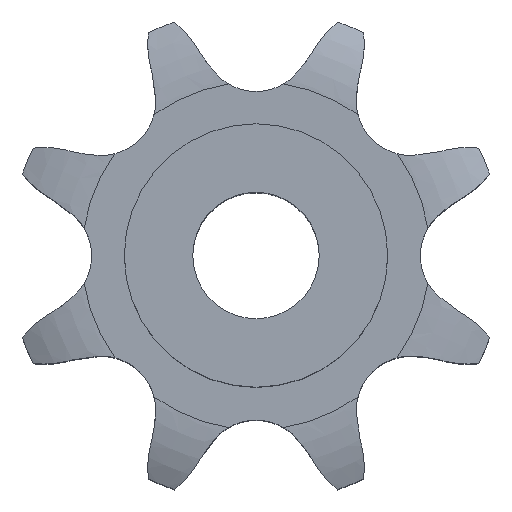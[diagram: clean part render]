
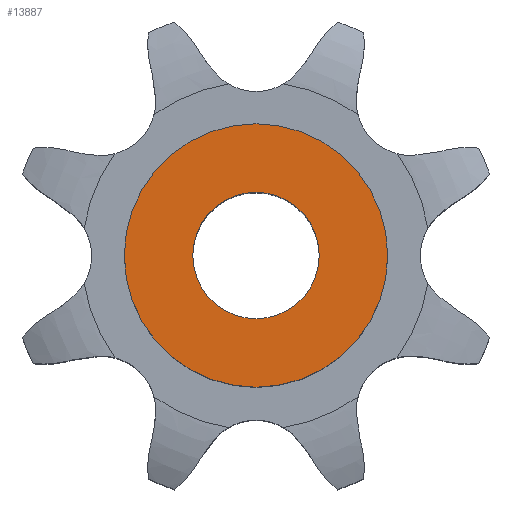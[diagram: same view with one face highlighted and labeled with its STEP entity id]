
A CAD part, top view. The second image highlights one B-rep face of the part: STEP entity #13887.
In plain terms, the highlighted planar face has unit normal (0, 0, 1).
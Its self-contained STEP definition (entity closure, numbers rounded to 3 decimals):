
#7519 = CYLINDRICAL_SURFACE('',#7520,6.);
#7520 = AXIS2_PLACEMENT_3D('',#7521,#7522,#7523);
#7521 = CARTESIAN_POINT('',(0.,0.,94.233));
#7522 = DIRECTION('',(0.,0.,1.));
#7523 = DIRECTION('',(1.,0.,0.));
#9483 = EDGE_CURVE('',#9484,#9484,#9486,.T.);
#9484 = VERTEX_POINT('',#9485);
#9485 = CARTESIAN_POINT('',(6.,0.,40.));
#9486 = SURFACE_CURVE('',#9487,(#9492,#9499),.PCURVE_S1.);
#9487 = CIRCLE('',#9488,6.);
#9488 = AXIS2_PLACEMENT_3D('',#9489,#9490,#9491);
#9489 = CARTESIAN_POINT('',(0.,0.,40.));
#9490 = DIRECTION('',(0.,0.,1.));
#9491 = DIRECTION('',(1.,0.,0.));
#9492 = PCURVE('',#7519,#9493);
#9493 = DEFINITIONAL_REPRESENTATION('',(#9494),#9498);
#9494 = LINE('',#9495,#9496);
#9495 = CARTESIAN_POINT('',(0.,-54.233));
#9496 = VECTOR('',#9497,1.);
#9497 = DIRECTION('',(1.,0.));
#9498 = ( GEOMETRIC_REPRESENTATION_CONTEXT(2) 
PARAMETRIC_REPRESENTATION_CONTEXT() REPRESENTATION_CONTEXT('2D SPACE',''
  ) );
#9499 = PCURVE('',#9500,#9505);
#9500 = PLANE('',#9501);
#9501 = AXIS2_PLACEMENT_3D('',#9502,#9503,#9504);
#9502 = CARTESIAN_POINT('',(0.,0.,40.)
  );
#9503 = DIRECTION('',(0.,0.,1.));
#9504 = DIRECTION('',(1.,0.,0.));
#9505 = DEFINITIONAL_REPRESENTATION('',(#9506),#9510);
#9506 = CIRCLE('',#9507,6.);
#9507 = AXIS2_PLACEMENT_2D('',#9508,#9509);
#9508 = CARTESIAN_POINT('',(0.,0.));
#9509 = DIRECTION('',(1.,0.));
#9510 = ( GEOMETRIC_REPRESENTATION_CONTEXT(2) 
PARAMETRIC_REPRESENTATION_CONTEXT() REPRESENTATION_CONTEXT('2D SPACE',''
  ) );
#13887 = ADVANCED_FACE('',(#13888,#13919),#9500,.T.);
#13888 = FACE_BOUND('',#13889,.T.);
#13889 = EDGE_LOOP('',(#13890));
#13890 = ORIENTED_EDGE('',*,*,#13891,.T.);
#13891 = EDGE_CURVE('',#13892,#13892,#13894,.T.);
#13892 = VERTEX_POINT('',#13893);
#13893 = CARTESIAN_POINT('',(12.5,0.,40.));
#13894 = SURFACE_CURVE('',#13895,(#13900,#13907),.PCURVE_S1.);
#13895 = CIRCLE('',#13896,12.5);
#13896 = AXIS2_PLACEMENT_3D('',#13897,#13898,#13899);
#13897 = CARTESIAN_POINT('',(0.,0.,40.));
#13898 = DIRECTION('',(0.,0.,1.));
#13899 = DIRECTION('',(1.,0.,0.));
#13900 = PCURVE('',#9500,#13901);
#13901 = DEFINITIONAL_REPRESENTATION('',(#13902),#13906);
#13902 = CIRCLE('',#13903,12.5);
#13903 = AXIS2_PLACEMENT_2D('',#13904,#13905);
#13904 = CARTESIAN_POINT('',(0.,0.));
#13905 = DIRECTION('',(1.,0.));
#13906 = ( GEOMETRIC_REPRESENTATION_CONTEXT(2) 
PARAMETRIC_REPRESENTATION_CONTEXT() REPRESENTATION_CONTEXT('2D SPACE',''
  ) );
#13907 = PCURVE('',#13908,#13913);
#13908 = CYLINDRICAL_SURFACE('',#13909,12.5);
#13909 = AXIS2_PLACEMENT_3D('',#13910,#13911,#13912);
#13910 = CARTESIAN_POINT('',(0.,0.,0.));
#13911 = DIRECTION('',(-0.,-0.,-1.));
#13912 = DIRECTION('',(1.,0.,0.));
#13913 = DEFINITIONAL_REPRESENTATION('',(#13914),#13918);
#13914 = LINE('',#13915,#13916);
#13915 = CARTESIAN_POINT('',(-0.,-40.));
#13916 = VECTOR('',#13917,1.);
#13917 = DIRECTION('',(-1.,0.));
#13918 = ( GEOMETRIC_REPRESENTATION_CONTEXT(2) 
PARAMETRIC_REPRESENTATION_CONTEXT() REPRESENTATION_CONTEXT('2D SPACE',''
  ) );
#13919 = FACE_BOUND('',#13920,.T.);
#13920 = EDGE_LOOP('',(#13921));
#13921 = ORIENTED_EDGE('',*,*,#9483,.F.);
